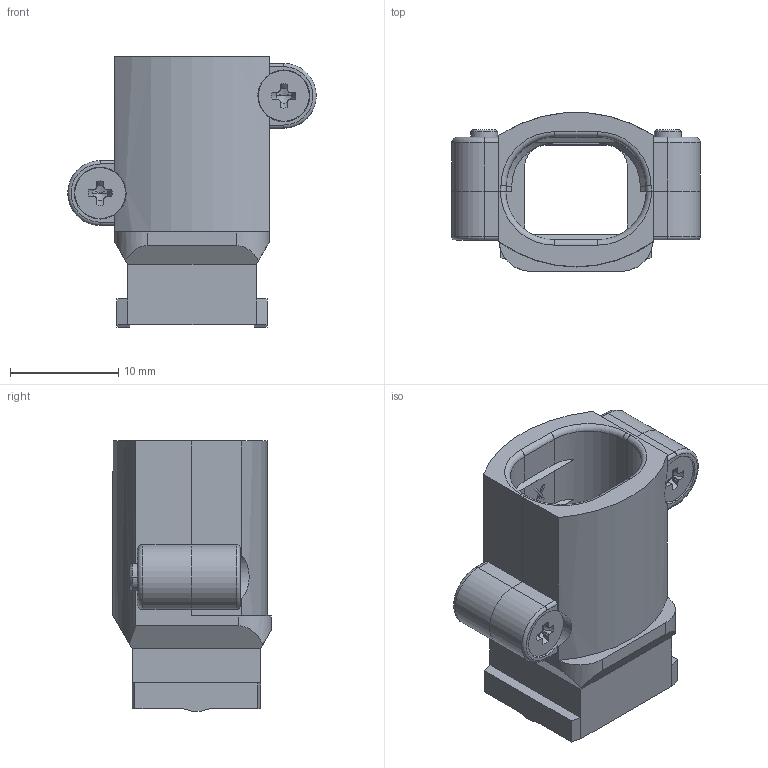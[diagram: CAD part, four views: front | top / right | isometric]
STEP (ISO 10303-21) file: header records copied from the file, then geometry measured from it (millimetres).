
FILE_DESCRIPTION(('Creo Elements/Direct Modeling STEP Export'),'2;1');
FILE_NAME('0lndrp34u97qjni4832','2019-12-18T15:42:29',(''),(''),'Creo Elements/Direct Modeling STEP processor for AP214 (Solid Model)','Creo Elements/Direct Modeling 20.1B 02-Apr-2019 (C) Parametric Technology GmbH','');
FILE_SCHEMA(('AUTOMOTIVE_DESIGN { 1 0 10303 214 1 1 1 1 }'));
Length unit declared in the file: millimetre
Products named in the file (4): Serracavo_CX1114CA; Vite_M2.5_CX1114CA.1; Collarino_CX1114CA; CX_11-14_CA
Assembly tree (4 placements, depth 2):
  CX_11-14_CA
    Collarino_CX1114CA
    Vite_M2.5_CX1114CA.1  x2
    Serracavo_CX1114CA
Bounding box: 23 x 14.7 x 25 mm (x, y, z)
Volume: 2321.5 mm3; surface area: 3101.2 mm2
Topology: 4 solids, 4 shells, 262 faces, 662 edges, 404 vertices
Faces by surface type: plane 137, cylinder 73, cone 38, torus 14
Entity records: 6802 total; most frequent: CARTESIAN_POINT 1341, ORIENTED_EDGE 1176, DIRECTION 1096, EDGE_CURVE 588, AXIS2_PLACEMENT_3D 376, VERTEX_POINT 347, VECTOR 344, LINE 344
